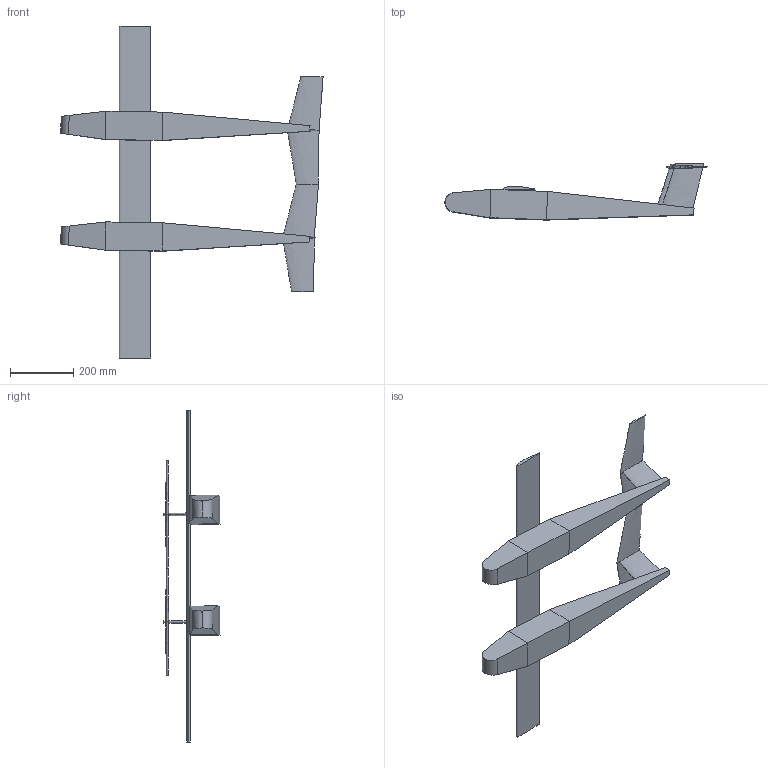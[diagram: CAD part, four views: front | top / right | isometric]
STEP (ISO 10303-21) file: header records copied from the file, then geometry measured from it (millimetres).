
FILE_DESCRIPTION(/* description */ (''),/* implementation_level */ '2;1');
FILE_NAME(/* name */ 'Twin Fuselage v2.step',/* time_stamp */ '2021-06-25T22:13:34+06:00',/* author */ (''),/* organization */ (''),/* preprocessor_version */ 'ST-DEVELOPER v18.1',/* originating_system */ 'Autodesk Translation Framework v10.6.0.1341',/* authorisation */ '');
FILE_SCHEMA (('AUTOMOTIVE_DESIGN { 1 0 10303 214 3 1 1 }'));
Length unit declared in the file: centimetre
Products named in the file (7): Twin Fuselage; Fuselage; Conventional Aircraft Configuration; Fuselage_1; Conventional Aircraft Configuration_1; Rectangular Wing; T-Tail
Assembly tree (8 placements, depth 4):
  Twin Fuselage
    Fuselage
      Conventional Aircraft Configuration
        Rectangular Wing
    Fuselage_1
      Conventional Aircraft Configuration_1
        Rectangular Wing
    T-Tail  x2
Bounding box: 829.55 x 177.14 x 1050 mm (x, y, z)
Volume: 8960648.1 mm3; surface area: 875082.7 mm2
Topology: 6 solids, 6 shells, 54 faces, 104 edges, 64 vertices
Faces by surface type: plane 42, bspline 8, cylinder 4
Entity records: 8217 total; most frequent: CARTESIAN_POINT 7192, DIRECTION 191, ORIENTED_EDGE 172, EDGE_CURVE 86, LINE 67, VECTOR 67, AXIS2_PLACEMENT_3D 62, VERTEX_POINT 52
